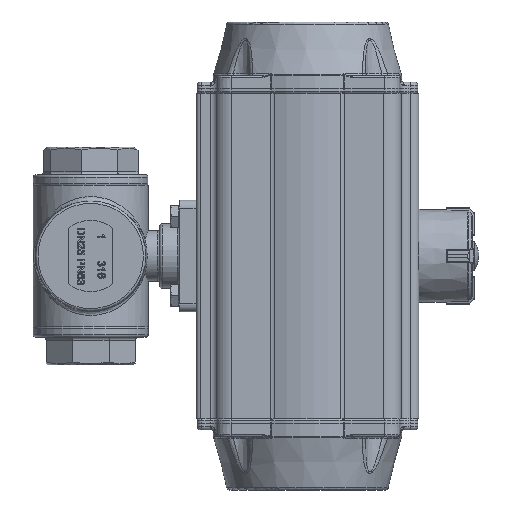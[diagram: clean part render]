
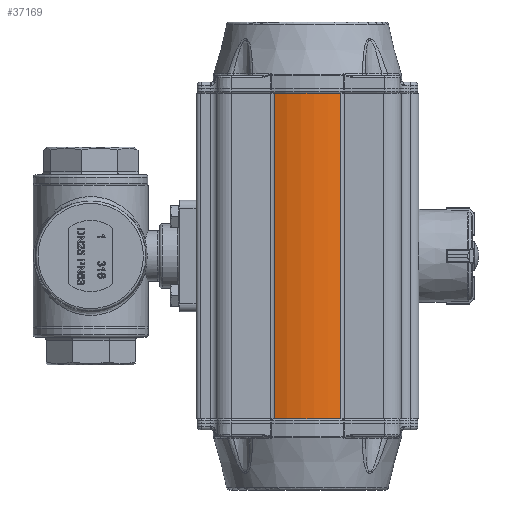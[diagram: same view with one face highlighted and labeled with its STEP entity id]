
A CAD part, left-side view. The second image highlights one B-rep face of the part: STEP entity #37169.
In plain terms, the highlighted cylindrical face has radius 42.5 mm (diameter 85 mm), a partial arc.
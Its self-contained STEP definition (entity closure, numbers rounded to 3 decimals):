
#4158=LINE('',#85870,#6193);
#4161=LINE('',#85884,#6196);
#6193=VECTOR('',#45506,1000.);
#6196=VECTOR('',#45517,1000.);
#7500=CYLINDRICAL_SURFACE('',#40117,42.5);
#12626=ORIENTED_EDGE('',*,*,#21377,.F.);
#12627=ORIENTED_EDGE('',*,*,#21292,.T.);
#12628=ORIENTED_EDGE('',*,*,#21378,.T.);
#12629=ORIENTED_EDGE('',*,*,#21298,.T.);
#21292=EDGE_CURVE('',#26069,#26070,#4158,.T.);
#21298=EDGE_CURVE('',#26076,#26075,#4161,.T.);
#21377=EDGE_CURVE('',#26069,#26075,#28666,.T.);
#21378=EDGE_CURVE('',#26070,#26076,#28667,.T.);
#26069=VERTEX_POINT('',#85871);
#26070=VERTEX_POINT('',#85872);
#26075=VERTEX_POINT('',#85883);
#26076=VERTEX_POINT('',#85885);
#28666=CIRCLE('',#40118,42.5);
#28667=CIRCLE('',#40119,42.5);
#30887=EDGE_LOOP('',(#12626,#12627,#12628,#12629));
#33765=FACE_BOUND('',#30887,.T.);
#37169=ADVANCED_FACE('',(#33765),#7500,.T.);
#40117=AXIS2_PLACEMENT_3D('',#86049,#45670,#45671);
#40118=AXIS2_PLACEMENT_3D('',#86050,#45672,#45673);
#40119=AXIS2_PLACEMENT_3D('',#86051,#45674,#45675);
#45506=DIRECTION('',(0.,0.,-1.));
#45517=DIRECTION('',(0.,0.,1.));
#45670=DIRECTION('',(0.,0.,1.));
#45671=DIRECTION('',(1.,0.,0.));
#45672=DIRECTION('',(0.,0.,1.));
#45673=DIRECTION('',(1.,0.,0.));
#45674=DIRECTION('',(0.,0.,1.));
#45675=DIRECTION('',(1.,0.,0.));
#85870=CARTESIAN_POINT('',(-39.758,15.018,0.));
#85871=CARTESIAN_POINT('',(-39.758,15.018,146.));
#85872=CARTESIAN_POINT('',(-39.758,15.018,0.));
#85883=CARTESIAN_POINT('',(-39.758,-15.018,146.));
#85884=CARTESIAN_POINT('',(-39.758,-15.018,0.));
#85885=CARTESIAN_POINT('',(-39.758,-15.018,0.));
#86049=CARTESIAN_POINT('',(0.,0.,0.));
#86050=CARTESIAN_POINT('',(0.,0.,146.));
#86051=CARTESIAN_POINT('',(0.,0.,0.));
